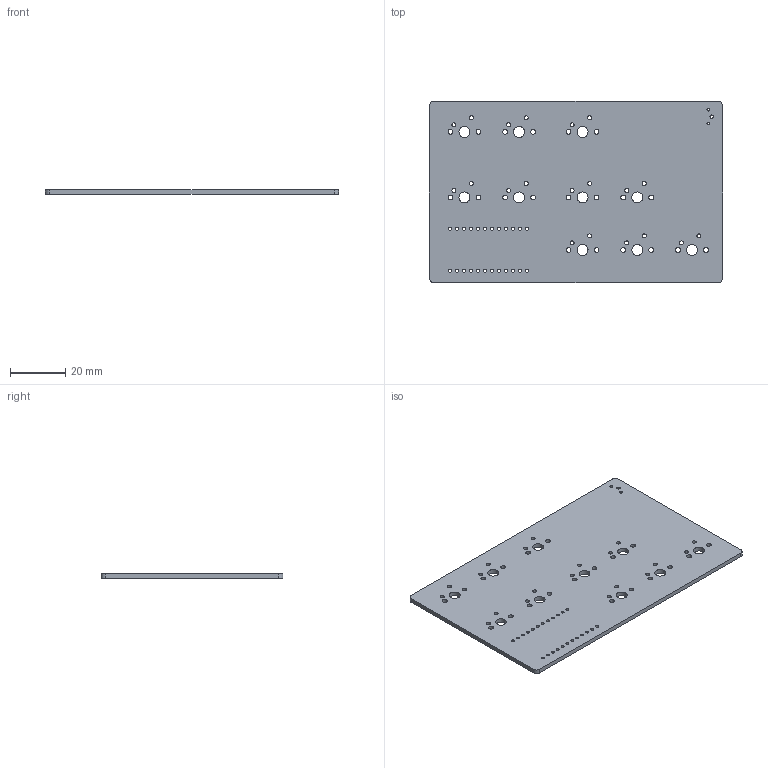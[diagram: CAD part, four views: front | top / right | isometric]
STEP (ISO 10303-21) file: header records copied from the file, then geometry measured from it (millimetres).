
FILE_DESCRIPTION(('KiCad electronic assembly'),'2;1');
FILE_NAME('F14-DDP.step','2022-06-13T09:57:25',('Pcbnew'),('Kicad'), 'Open CASCADE STEP processor 7.6','KiCad to STEP converter','Unknown' );
FILE_SCHEMA(('AUTOMOTIVE_DESIGN { 1 0 10303 214 1 1 1 1 }'));
Length unit declared in the file: millimetre
Products named in the file (2): F14-DDP 1; F14-DDP PCB
Assembly tree (1 placements, depth 2):
  F14-DDP 1
    F14-DDP PCB
Bounding box: 106.36 x 65.88 x 1.6 mm (x, y, z)
Volume: 10836.9 mm3; surface area: 14764.9 mm2
Topology: 1 solids, 1 shells, 87 faces, 255 edges, 170 vertices
Faces by surface type: cylinder 81, plane 6
Full cylindrical faces by diameter (mm): 0.99 x2, 1.092 x24, 1.2 x1, 1.47 x20, 1.75 x20, 3.988 x10
Entity records: 6661 total; most frequent: DIRECTION 1105, CARTESIAN_POINT 1024, ORIENTED_EDGE 510, PCURVE 510, DEFINITIONAL_REPRESENTATION 510, LINE 441, VECTOR 441, CIRCLE 324
